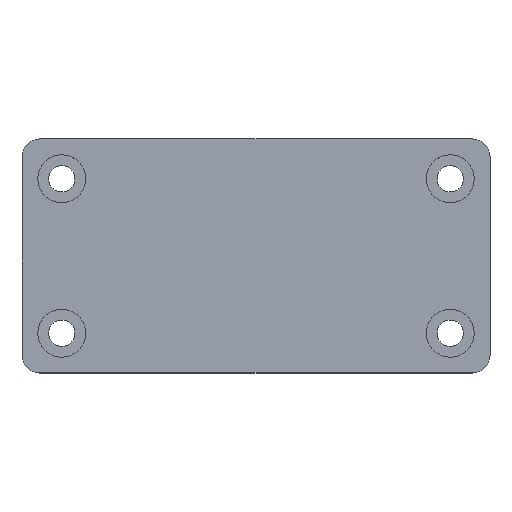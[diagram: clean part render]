
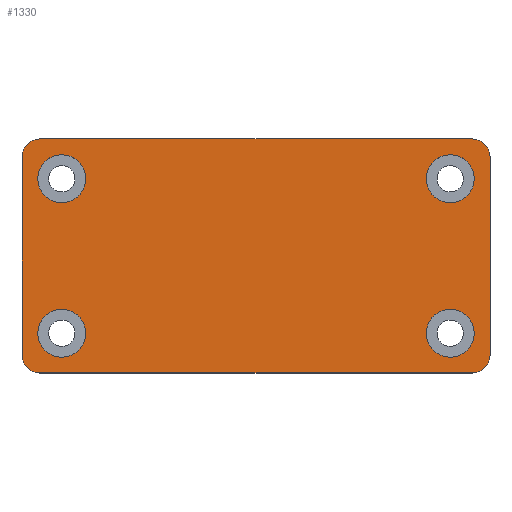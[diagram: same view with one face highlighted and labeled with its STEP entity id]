
A CAD part, top view. The second image highlights one B-rep face of the part: STEP entity #1330.
In plain terms, the highlighted planar face has unit normal (0, 0, 1).
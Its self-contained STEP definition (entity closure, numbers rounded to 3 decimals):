
#6 = EDGE_CURVE ( 'NONE', #3650, #1076, #195, .T. ) ;
#27 = EDGE_CURVE ( 'NONE', #2304, #2035, #2457, .T. ) ;
#30 = DIRECTION ( 'NONE',  ( 0., -1., 0. ) ) ;
#48 = DIRECTION ( 'NONE',  ( 0., 0., -1. ) ) ;
#87 = CARTESIAN_POINT ( 'NONE',  ( -40., 17., 4. ) ) ;
#100 = VERTEX_POINT ( 'NONE', #3470 ) ;
#149 = CIRCLE ( 'NONE', #2593, 3. ) ;
#168 = VERTEX_POINT ( 'NONE', #1530 ) ;
#184 = DIRECTION ( 'NONE',  ( 0., -1., 0. ) ) ;
#195 = CIRCLE ( 'NONE', #494, 4.1 ) ;
#229 = CARTESIAN_POINT ( 'NONE',  ( -33.2, 17.3, 4. ) ) ;
#232 = CARTESIAN_POINT ( 'NONE',  ( -37., 17., 4. ) ) ;
#287 = CARTESIAN_POINT ( 'NONE',  ( -37., 20., 4. ) ) ;
#321 = CARTESIAN_POINT ( 'NONE',  ( 33.2, 13.2, 4. ) ) ;
#353 = CARTESIAN_POINT ( 'NONE',  ( 37., 20., 4. ) ) ;
#368 = LINE ( 'NONE', #2932, #2701 ) ;
#398 = EDGE_CURVE ( 'NONE', #1865, #784, #2582, .T. ) ;
#454 = EDGE_LOOP ( 'NONE', ( #3341, #931 ) ) ;
#494 = AXIS2_PLACEMENT_3D ( 'NONE', #1682, #834, #2906 ) ;
#506 = DIRECTION ( 'NONE',  ( 0., -1., 0. ) ) ;
#509 = VECTOR ( 'NONE', #2013, 1000. ) ;
#517 = DIRECTION ( 'NONE',  ( 0., 0., 1. ) ) ;
#544 = VERTEX_POINT ( 'NONE', #353 ) ;
#554 = AXIS2_PLACEMENT_3D ( 'NONE', #2556, #3452, #2019 ) ;
#556 = CIRCLE ( 'NONE', #3440, 4.1 ) ;
#569 = LINE ( 'NONE', #3709, #509 ) ;
#590 = EDGE_CURVE ( 'NONE', #544, #1865, #569, .T. ) ;
#603 = EDGE_CURVE ( 'NONE', #1538, #544, #149, .T. ) ;
#605 = EDGE_CURVE ( 'NONE', #692, #1782, #2779, .T. ) ;
#617 = CARTESIAN_POINT ( 'NONE',  ( 33.2, -13.2, 4. ) ) ;
#647 = ORIENTED_EDGE ( 'NONE', *, *, #3070, .T. ) ;
#650 = CARTESIAN_POINT ( 'NONE',  ( -33.2, -17.3, 4. ) ) ;
#684 = CARTESIAN_POINT ( 'NONE',  ( 37., -17., 4. ) ) ;
#689 = DIRECTION ( 'NONE',  ( 0., -1., 0. ) ) ;
#692 = VERTEX_POINT ( 'NONE', #3250 ) ;
#705 = DIRECTION ( 'NONE',  ( 0., 0., -1. ) ) ;
#729 = VECTOR ( 'NONE', #506, 1000. ) ;
#784 = VERTEX_POINT ( 'NONE', #87 ) ;
#806 = FACE_BOUND ( 'NONE', #2677, .T. ) ;
#812 = DIRECTION ( 'NONE',  ( 0., 0., 1. ) ) ;
#834 = DIRECTION ( 'NONE',  ( 0., 0., -1. ) ) ;
#835 = CARTESIAN_POINT ( 'NONE',  ( -33.2, -13.2, 4. ) ) ;
#850 = CIRCLE ( 'NONE', #554, 4.1 ) ;
#929 = CIRCLE ( 'NONE', #3027, 4.1 ) ;
#931 = ORIENTED_EDGE ( 'NONE', *, *, #1068, .T. ) ;
#973 = CARTESIAN_POINT ( 'NONE',  ( 40., 17., 4. ) ) ;
#1001 = CARTESIAN_POINT ( 'NONE',  ( -33.2, -9.1, 4. ) ) ;
#1068 = EDGE_CURVE ( 'NONE', #1782, #692, #2680, .T. ) ;
#1076 = VERTEX_POINT ( 'NONE', #1001 ) ;
#1106 = DIRECTION ( 'NONE',  ( 0., -1., 0. ) ) ;
#1145 = FACE_BOUND ( 'NONE', #2471, .T. ) ;
#1240 = CIRCLE ( 'NONE', #3340, 3. ) ;
#1246 = DIRECTION ( 'NONE',  ( 0., 0., -1. ) ) ;
#1287 = CIRCLE ( 'NONE', #1768, 3. ) ;
#1307 = EDGE_CURVE ( 'NONE', #1580, #100, #1240, .T. ) ;
#1330 = ADVANCED_FACE ( 'NONE', ( #1951, #2799, #1145, #3404, #806 ), #3098, .T. ) ;
#1345 = ORIENTED_EDGE ( 'NONE', *, *, #27, .T. ) ;
#1407 = ORIENTED_EDGE ( 'NONE', *, *, #1516, .T. ) ;
#1434 = DIRECTION ( 'NONE',  ( 0., 1., 0. ) ) ;
#1435 = ORIENTED_EDGE ( 'NONE', *, *, #6, .T. ) ;
#1460 = ORIENTED_EDGE ( 'NONE', *, *, #1893, .T. ) ;
#1480 = DIRECTION ( 'NONE',  ( 0., 0., -1. ) ) ;
#1516 = EDGE_CURVE ( 'NONE', #2537, #1580, #368, .T. ) ;
#1530 = CARTESIAN_POINT ( 'NONE',  ( 33.2, -9.1, 4. ) ) ;
#1534 = ORIENTED_EDGE ( 'NONE', *, *, #2137, .T. ) ;
#1538 = VERTEX_POINT ( 'NONE', #1796 ) ;
#1580 = VERTEX_POINT ( 'NONE', #2966 ) ;
#1606 = EDGE_CURVE ( 'NONE', #100, #1538, #2716, .T. ) ;
#1682 = CARTESIAN_POINT ( 'NONE',  ( -33.2, -13.2, 4. ) ) ;
#1744 = AXIS2_PLACEMENT_3D ( 'NONE', #2784, #812, #3689 ) ;
#1755 = ORIENTED_EDGE ( 'NONE', *, *, #1307, .T. ) ;
#1768 = AXIS2_PLACEMENT_3D ( 'NONE', #3138, #2586, #2604 ) ;
#1782 = VERTEX_POINT ( 'NONE', #229 ) ;
#1791 = ORIENTED_EDGE ( 'NONE', *, *, #3466, .T. ) ;
#1796 = CARTESIAN_POINT ( 'NONE',  ( 40., 17., 4. ) ) ;
#1840 = DIRECTION ( 'NONE',  ( 0., 1., 0. ) ) ;
#1865 = VERTEX_POINT ( 'NONE', #287 ) ;
#1893 = EDGE_CURVE ( 'NONE', #784, #3420, #2807, .T. ) ;
#1951 = FACE_OUTER_BOUND ( 'NONE', #3588, .T. ) ;
#1985 = AXIS2_PLACEMENT_3D ( 'NONE', #321, #1480, #2576 ) ;
#2013 = DIRECTION ( 'NONE',  ( -1., 0., 0. ) ) ;
#2019 = DIRECTION ( 'NONE',  ( 0., -1., 0. ) ) ;
#2035 = VERTEX_POINT ( 'NONE', #2277 ) ;
#2058 = AXIS2_PLACEMENT_3D ( 'NONE', #2900, #48, #30 ) ;
#2078 = AXIS2_PLACEMENT_3D ( 'NONE', #232, #517, #1106 ) ;
#2103 = VECTOR ( 'NONE', #3550, 1000. ) ;
#2132 = DIRECTION ( 'NONE',  ( 0., 0., -1. ) ) ;
#2137 = EDGE_CURVE ( 'NONE', #2035, #2304, #850, .T. ) ;
#2271 = CARTESIAN_POINT ( 'NONE',  ( -40., -17., 4. ) ) ;
#2277 = CARTESIAN_POINT ( 'NONE',  ( 33.2, 9.1, 4. ) ) ;
#2304 = VERTEX_POINT ( 'NONE', #2460 ) ;
#2319 = EDGE_CURVE ( 'NONE', #168, #2752, #556, .T. ) ;
#2419 = CIRCLE ( 'NONE', #3391, 4.1 ) ;
#2428 = CARTESIAN_POINT ( 'NONE',  ( -33.2, 13.2, 4. ) ) ;
#2457 = CIRCLE ( 'NONE', #1985, 4.1 ) ;
#2460 = CARTESIAN_POINT ( 'NONE',  ( 33.2, 17.3, 4. ) ) ;
#2471 = EDGE_LOOP ( 'NONE', ( #3041, #2483 ) ) ;
#2483 = ORIENTED_EDGE ( 'NONE', *, *, #2319, .T. ) ;
#2537 = VERTEX_POINT ( 'NONE', #2903 ) ;
#2540 = EDGE_LOOP ( 'NONE', ( #1435, #647 ) ) ;
#2556 = CARTESIAN_POINT ( 'NONE',  ( 33.2, 13.2, 4. ) ) ;
#2576 = DIRECTION ( 'NONE',  ( 0., -1., 0. ) ) ;
#2582 = CIRCLE ( 'NONE', #1744, 3. ) ;
#2586 = DIRECTION ( 'NONE',  ( 0., 0., 1. ) ) ;
#2593 = AXIS2_PLACEMENT_3D ( 'NONE', #3177, #2607, #1434 ) ;
#2604 = DIRECTION ( 'NONE',  ( 0., 1., 0. ) ) ;
#2607 = DIRECTION ( 'NONE',  ( 0., 0., 1. ) ) ;
#2616 = DIRECTION ( 'NONE',  ( 0., -1., 0. ) ) ;
#2677 = EDGE_LOOP ( 'NONE', ( #1534, #1345 ) ) ;
#2680 = CIRCLE ( 'NONE', #3641, 4.1 ) ;
#2701 = VECTOR ( 'NONE', #3461, 1000. ) ;
#2716 = LINE ( 'NONE', #973, #2103 ) ;
#2752 = VERTEX_POINT ( 'NONE', #3242 ) ;
#2768 = CARTESIAN_POINT ( 'NONE',  ( -40., 17., 4. ) ) ;
#2779 = CIRCLE ( 'NONE', #2058, 4.1 ) ;
#2784 = CARTESIAN_POINT ( 'NONE',  ( -37., 17., 4. ) ) ;
#2799 = FACE_BOUND ( 'NONE', #454, .T. ) ;
#2807 = LINE ( 'NONE', #2768, #729 ) ;
#2810 = DIRECTION ( 'NONE',  ( 0., -1., 0. ) ) ;
#2900 = CARTESIAN_POINT ( 'NONE',  ( -33.2, 13.2, 4. ) ) ;
#2903 = CARTESIAN_POINT ( 'NONE',  ( -37., -20., 4. ) ) ;
#2906 = DIRECTION ( 'NONE',  ( 0., -1., 0. ) ) ;
#2932 = CARTESIAN_POINT ( 'NONE',  ( -37., -20., 4. ) ) ;
#2946 = ORIENTED_EDGE ( 'NONE', *, *, #398, .T. ) ;
#2966 = CARTESIAN_POINT ( 'NONE',  ( 37., -20., 4. ) ) ;
#3027 = AXIS2_PLACEMENT_3D ( 'NONE', #617, #1246, #2616 ) ;
#3041 = ORIENTED_EDGE ( 'NONE', *, *, #3233, .T. ) ;
#3070 = EDGE_CURVE ( 'NONE', #1076, #3650, #2419, .T. ) ;
#3088 = ORIENTED_EDGE ( 'NONE', *, *, #1606, .T. ) ;
#3098 = PLANE ( 'NONE',  #2078 ) ;
#3129 = DIRECTION ( 'NONE',  ( 0., 0., -1. ) ) ;
#3138 = CARTESIAN_POINT ( 'NONE',  ( -37., -17., 4. ) ) ;
#3177 = CARTESIAN_POINT ( 'NONE',  ( 37., 17., 4. ) ) ;
#3206 = ORIENTED_EDGE ( 'NONE', *, *, #603, .T. ) ;
#3233 = EDGE_CURVE ( 'NONE', #2752, #168, #929, .T. ) ;
#3242 = CARTESIAN_POINT ( 'NONE',  ( 33.2, -17.3, 4. ) ) ;
#3250 = CARTESIAN_POINT ( 'NONE',  ( -33.2, 9.1, 4. ) ) ;
#3292 = CARTESIAN_POINT ( 'NONE',  ( 33.2, -13.2, 4. ) ) ;
#3340 = AXIS2_PLACEMENT_3D ( 'NONE', #684, #3577, #1840 ) ;
#3341 = ORIENTED_EDGE ( 'NONE', *, *, #605, .T. ) ;
#3390 = ORIENTED_EDGE ( 'NONE', *, *, #590, .T. ) ;
#3391 = AXIS2_PLACEMENT_3D ( 'NONE', #835, #3129, #2810 ) ;
#3404 = FACE_BOUND ( 'NONE', #2540, .T. ) ;
#3420 = VERTEX_POINT ( 'NONE', #2271 ) ;
#3440 = AXIS2_PLACEMENT_3D ( 'NONE', #3292, #705, #689 ) ;
#3452 = DIRECTION ( 'NONE',  ( 0., 0., -1. ) ) ;
#3461 = DIRECTION ( 'NONE',  ( 1., 0., 0. ) ) ;
#3466 = EDGE_CURVE ( 'NONE', #3420, #2537, #1287, .T. ) ;
#3470 = CARTESIAN_POINT ( 'NONE',  ( 40., -17., 4. ) ) ;
#3550 = DIRECTION ( 'NONE',  ( 0., 1., 0. ) ) ;
#3577 = DIRECTION ( 'NONE',  ( 0., 0., 1. ) ) ;
#3588 = EDGE_LOOP ( 'NONE', ( #3206, #3390, #2946, #1460, #1791, #1407, #1755, #3088 ) ) ;
#3641 = AXIS2_PLACEMENT_3D ( 'NONE', #2428, #2132, #184 ) ;
#3650 = VERTEX_POINT ( 'NONE', #650 ) ;
#3689 = DIRECTION ( 'NONE',  ( 0., 1., 0. ) ) ;
#3709 = CARTESIAN_POINT ( 'NONE',  ( -37., 20., 4. ) ) ;
